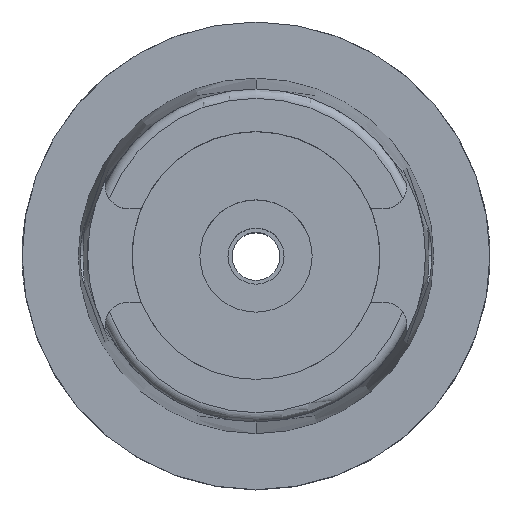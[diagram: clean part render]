
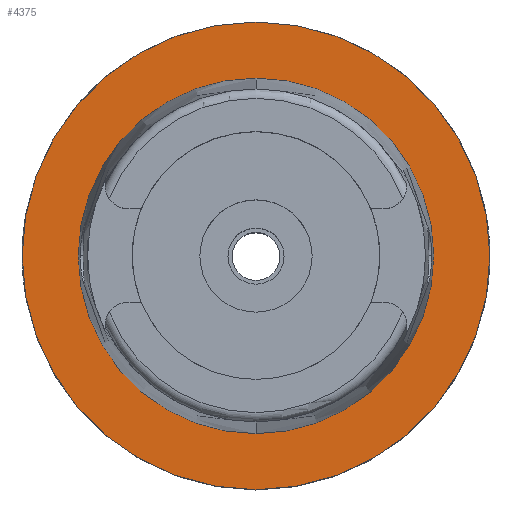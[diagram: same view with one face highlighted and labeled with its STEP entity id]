
A CAD part, top view. The second image highlights one B-rep face of the part: STEP entity #4375.
In plain terms, the highlighted planar face has unit normal (0, 0, 1).
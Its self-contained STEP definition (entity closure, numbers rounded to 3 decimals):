
#2130=CARTESIAN_POINT('',(0.,0.,0.));
#2131=DIRECTION('',(0.,0.,-1.));
#2132=DIRECTION('',(0.,-1.,0.));
#2133=AXIS2_PLACEMENT_3D('',#2130,#2131,#2132);
#2138=CARTESIAN_POINT('',(0.,0.,0.));
#2139=DIRECTION('',(0.,0.,-1.));
#2140=DIRECTION('',(0.,1.,0.));
#2141=AXIS2_PLACEMENT_3D('',#2138,#2139,#2140);
#2146=CARTESIAN_POINT('',(0.,0.,0.));
#2147=DIRECTION('',(0.,0.,1.));
#2148=DIRECTION('',(0.,-1.,0.));
#2149=AXIS2_PLACEMENT_3D('',#2146,#2147,#2148);
#2154=CARTESIAN_POINT('',(0.,0.,0.));
#2155=DIRECTION('',(0.,0.,1.));
#2156=DIRECTION('',(0.,1.,0.));
#2157=AXIS2_PLACEMENT_3D('',#2154,#2155,#2156);
#2457=CARTESIAN_POINT('',(0.,-38.,0.));
#2458=VERTEX_POINT('',#2457);
#2459=CARTESIAN_POINT('',(0.,38.,0.));
#2460=VERTEX_POINT('',#2459);
#2776=CARTESIAN_POINT('',(0.,50.,0.));
#2777=VERTEX_POINT('',#2776);
#2778=CARTESIAN_POINT('',(0.,-50.,0.));
#2779=VERTEX_POINT('',#2778);
#4362=CARTESIAN_POINT('',(0.,0.,0.));
#4363=DIRECTION('',(0.,0.,1.));
#4364=DIRECTION('',(0.,1.,0.));
#4365=AXIS2_PLACEMENT_3D('',#4362,#4363,#4364);
#4366=PLANE('',#4365);
#4367=ORIENTED_EDGE('',*,*,#4127,.T.);
#4368=ORIENTED_EDGE('',*,*,#4236,.T.);
#4369=EDGE_LOOP('',(#4367,#4368));
#4370=FACE_OUTER_BOUND('',#4369,.F.);
#4371=ORIENTED_EDGE('',*,*,#2975,.T.);
#4372=ORIENTED_EDGE('',*,*,#2826,.T.);
#4373=EDGE_LOOP('',(#4371,#4372));
#4374=FACE_BOUND('',#4373,.F.);
#2134=CIRCLE('',#2133,50.);
#2142=CIRCLE('',#2141,50.);
#2150=CIRCLE('',#2149,38.);
#2158=CIRCLE('',#2157,38.);
#2826=EDGE_CURVE('',#2460,#2458,#2158,.T.);
#2975=EDGE_CURVE('',#2458,#2460,#2150,.T.);
#4127=EDGE_CURVE('',#2779,#2777,#2134,.T.);
#4236=EDGE_CURVE('',#2777,#2779,#2142,.T.);
#4375=ADVANCED_FACE('',(#4370,#4374),#4366,.T.);
